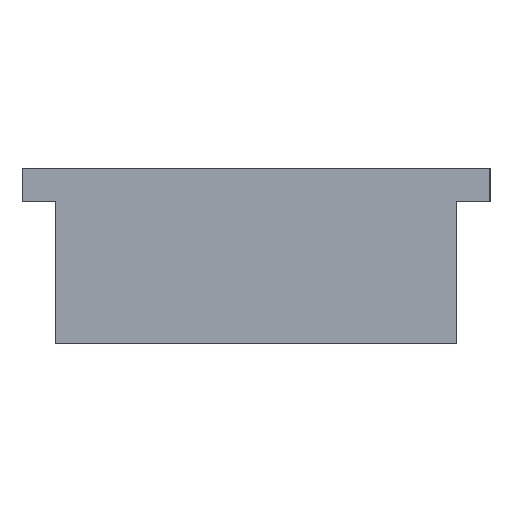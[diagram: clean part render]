
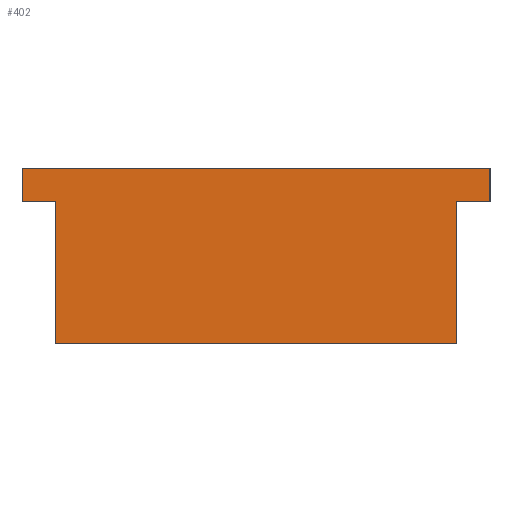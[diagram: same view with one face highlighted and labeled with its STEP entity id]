
A CAD part, left-side view. The second image highlights one B-rep face of the part: STEP entity #402.
In plain terms, the highlighted planar face has unit normal (-1, 0, 0).
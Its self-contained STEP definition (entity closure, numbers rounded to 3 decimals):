
#44=FACE_OUTER_BOUND('',#68,.T.);
#68=EDGE_LOOP('',(#359,#360,#361,#362,#363,#364,#365,#366));
#90=LINE('',#571,#140);
#95=LINE('',#580,#145);
#97=LINE('',#584,#147);
#99=LINE('',#590,#149);
#103=LINE('',#599,#153);
#104=LINE('',#602,#154);
#108=LINE('',#608,#158);
#111=LINE('',#617,#161);
#140=VECTOR('',#461,10.);
#145=VECTOR('',#468,10.);
#147=VECTOR('',#472,10.);
#149=VECTOR('',#478,10.);
#153=VECTOR('',#484,10.);
#154=VECTOR('',#487,10.);
#158=VECTOR('',#493,10.);
#161=VECTOR('',#502,10.);
#185=VERTEX_POINT('',#568);
#186=VERTEX_POINT('',#570);
#189=VERTEX_POINT('',#578);
#190=VERTEX_POINT('',#582);
#192=VERTEX_POINT('',#588);
#194=VERTEX_POINT('',#593);
#196=VERTEX_POINT('',#597);
#197=VERTEX_POINT('',#601);
#226=EDGE_CURVE('',#186,#185,#90,.T.);
#231=EDGE_CURVE('',#185,#189,#95,.T.);
#233=EDGE_CURVE('',#190,#189,#97,.T.);
#236=EDGE_CURVE('',#192,#190,#99,.T.);
#240=EDGE_CURVE('',#194,#196,#103,.T.);
#241=EDGE_CURVE('',#186,#197,#104,.T.);
#245=EDGE_CURVE('',#197,#196,#108,.T.);
#250=EDGE_CURVE('',#192,#194,#111,.T.);
#359=ORIENTED_EDGE('',*,*,#231,.T.);
#360=ORIENTED_EDGE('',*,*,#233,.F.);
#361=ORIENTED_EDGE('',*,*,#236,.F.);
#362=ORIENTED_EDGE('',*,*,#250,.T.);
#363=ORIENTED_EDGE('',*,*,#240,.T.);
#364=ORIENTED_EDGE('',*,*,#245,.F.);
#365=ORIENTED_EDGE('',*,*,#241,.F.);
#366=ORIENTED_EDGE('',*,*,#226,.T.);
#383=PLANE('',#427);
#402=ADVANCED_FACE('',(#44),#383,.T.);
#427=AXIS2_PLACEMENT_3D('',#635,#524,#525);
#461=DIRECTION('',(0.,-1.,0.));
#468=DIRECTION('',(0.,0.,-1.));
#472=DIRECTION('',(0.,1.,0.));
#478=DIRECTION('',(0.,0.,-1.));
#484=DIRECTION('',(0.,0.,1.));
#487=DIRECTION('',(0.,0.,1.));
#493=DIRECTION('',(0.,-1.,0.));
#502=DIRECTION('',(0.,-1.,0.));
#524=DIRECTION('center_axis',(-1.,0.,0.));
#525=DIRECTION('ref_axis',(0.,1.,0.));
#568=CARTESIAN_POINT('',(-4.75,0.,24.));
#570=CARTESIAN_POINT('',(-4.75,1.,24.));
#571=CARTESIAN_POINT('',(-4.75,1.,24.));
#578=CARTESIAN_POINT('',(-4.75,0.,19.75));
#580=CARTESIAN_POINT('',(-4.75,0.,24.));
#582=CARTESIAN_POINT('',(-4.75,-12.,19.75));
#584=CARTESIAN_POINT('',(-4.75,0.,19.75));
#588=CARTESIAN_POINT('',(-4.75,-12.,24.));
#590=CARTESIAN_POINT('',(-4.75,-12.,24.));
#593=CARTESIAN_POINT('',(-4.75,-13.,24.));
#597=CARTESIAN_POINT('',(-4.75,-13.,25.));
#599=CARTESIAN_POINT('',(-4.75,-13.,24.));
#601=CARTESIAN_POINT('',(-4.75,1.,25.));
#602=CARTESIAN_POINT('',(-4.75,1.,24.));
#608=CARTESIAN_POINT('',(-4.75,1.,25.));
#617=CARTESIAN_POINT('',(-4.75,1.,24.));
#635=CARTESIAN_POINT('Origin',(-4.75,-12.,24.));
